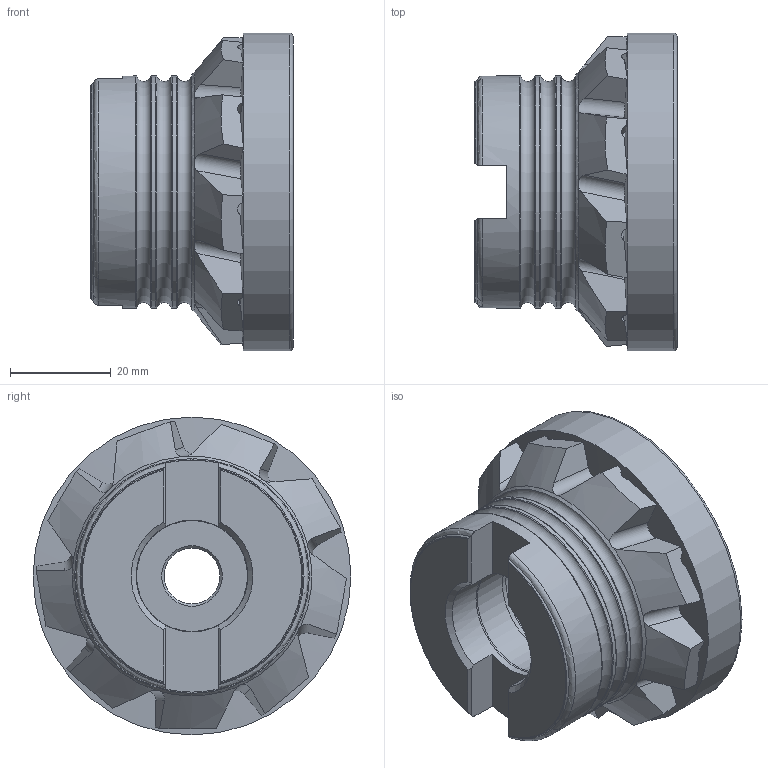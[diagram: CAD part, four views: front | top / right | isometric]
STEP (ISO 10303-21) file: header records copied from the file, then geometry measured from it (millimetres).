
FILE_DESCRIPTION (( 'STEP AP214' ), '1' );
FILE_NAME ('90PP_063_T09_7.STEP', '2015-10-22T12:31:33', ( '' ), ( '' ), 'SwSTEP 2.0', 'SolidWorks 2015', '' );
FILE_SCHEMA (( 'AUTOMOTIVE_DESIGN' ));
Length unit declared in the file: millimetre
Products named in the file (1): 90PP_063_T09_7
Bounding box: 40.1 x 63 x 63 mm (x, y, z)
Volume: 66827.6 mm3; surface area: 17859.3 mm2
Topology: 1 solids, 19 shells, 239 faces, 611 edges, 402 vertices
Faces by surface type: plane 114, cylinder 80, cone 31, torus 14
Full cylindrical faces by diameter (mm): 2.1 x9, 3.3 x9, 11 x1, 16.5 x1, 22 x1, 22.15 x1, 22.3 x1, 46 x3
Entity records: 8604 total; most frequent: CARTESIAN_POINT 3332, ORIENTED_EDGE 1056, DIRECTION 852, EDGE_CURVE 528, VERTEX_POINT 373, AXIS2_PLACEMENT_3D 344, EDGE_LOOP 287, FACE_OUTER_BOUND 275
